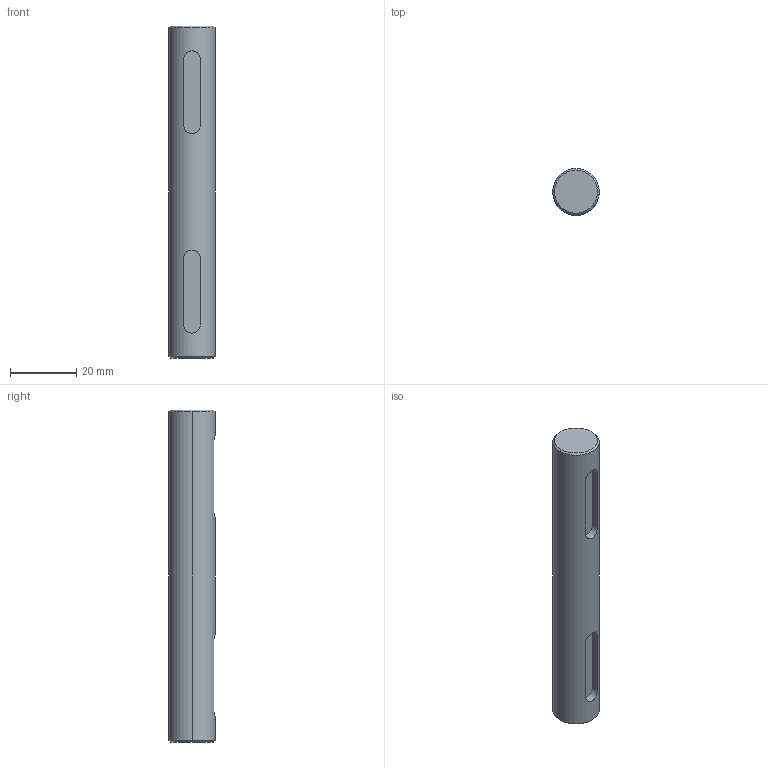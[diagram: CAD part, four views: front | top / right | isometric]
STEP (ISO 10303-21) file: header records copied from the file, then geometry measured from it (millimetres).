
FILE_DESCRIPTION (( 'STEP AP214' ), '1' );
FILE_NAME ('HTS_103D_407_Axe moteur.STEP', '2023-01-11T17:15:58', ( '' ), ( '' ), 'SwSTEP 2.0', 'SolidWorks 2021', '' );
FILE_SCHEMA (( 'AUTOMOTIVE_DESIGN' ));
Length unit declared in the file: millimetre
Products named in the file (1): HTS_103D_407_Axe moteur
Bounding box: 14 x 14 x 100 mm (x, y, z)
Volume: 14476.1 mm3; surface area: 5179.2 mm2
Topology: 1 solids, 1 shells, 24 faces, 54 edges, 33 vertices
Faces by surface type: cylinder 10, plane 8, cone 6
Entity records: 824 total; most frequent: CARTESIAN_POINT 236, DIRECTION 114, ORIENTED_EDGE 104, EDGE_CURVE 52, AXIS2_PLACEMENT_3D 43, VERTEX_POINT 33, VECTOR 28, LINE 28
